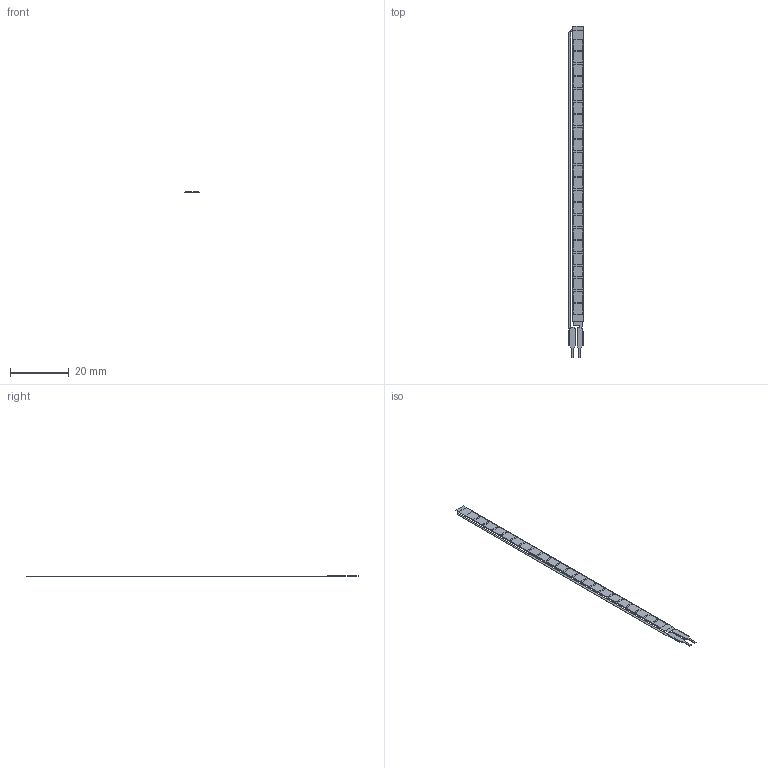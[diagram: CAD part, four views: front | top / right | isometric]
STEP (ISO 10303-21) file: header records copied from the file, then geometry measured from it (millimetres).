
FILE_DESCRIPTION(/* description */ ('Unknown','CAx-IF Rec.Pracs.---Representation and Presentation of Product Manufacturing Information (PMI)---4.0---2014-10-13','CAx-IF Rec.Pracs.---3D Tessellated Geometry---0.4---2014-09-14','2;1'),/* implementation_level */ '2;1');
FILE_NAME(/* name */ 'FS-L-0095-103-ST - Top',/* time_stamp */ '2018-03-26T17:13:06-04:00',/* author */ ('Unknown'),/* organization */ ('Unknown'),/* preprocessor_version */ 'ST-DEVELOPER v16.7',/* originating_system */ 'DEX',/* authorisation */ $);
FILE_SCHEMA (('AP242_MANAGED_MODEL_BASED_3D_ENGINEERING_MIM_LF { 1 0 10303 442 20130219 1 4 }'));
Length unit declared in the file: millimetre
Products named in the file (1): FS-L-0095-103-ST - Top
Bounding box: 5.17 x 112.78 x 0.29 mm (x, y, z)
Volume: 35.2 mm3; surface area: 1006.1 mm2
Topology: 1 solids, 1 shells, 258 faces, 689 edges, 455 vertices
Faces by surface type: plane 166, cylinder 92
Entity records: 9866 total; most frequent: CARTESIAN_POINT 1403, DIRECTION 1392, ORIENTED_EDGE 1378, EDGE_CURVE 689, LINE 504, VECTOR 504, VERTEX_POINT 455, AXIS2_PLACEMENT_3D 444
